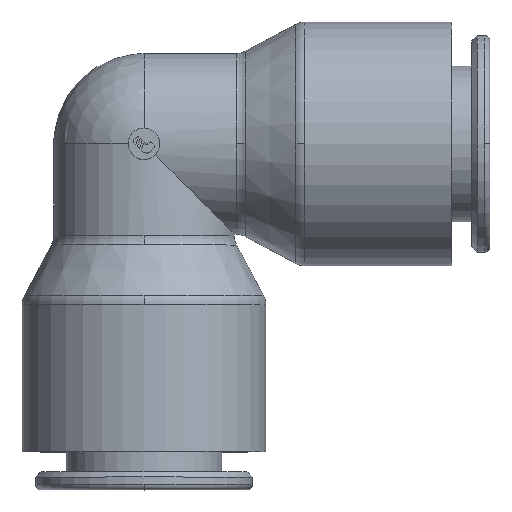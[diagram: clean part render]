
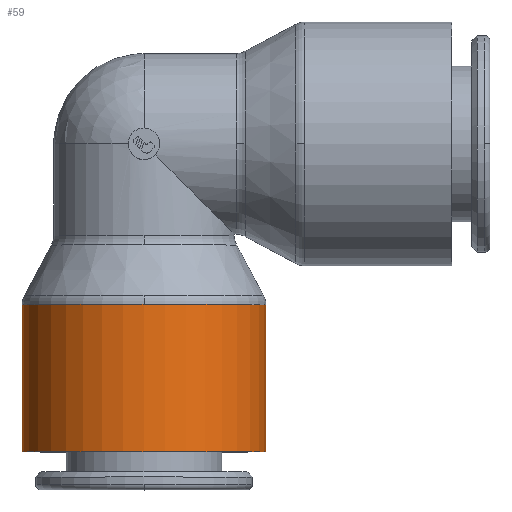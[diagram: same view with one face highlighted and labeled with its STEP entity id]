
A CAD part, top view. The second image highlights one B-rep face of the part: STEP entity #59.
In plain terms, the highlighted cylindrical face has radius 13.5 mm (diameter 27 mm), a partial arc.
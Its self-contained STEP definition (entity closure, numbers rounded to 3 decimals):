
#59=ADVANCED_FACE('',(#146),#147,.T.);
#146=FACE_OUTER_BOUND('',#301,.T.);
#147=CYLINDRICAL_SURFACE('',#302,13.5);
#301=EDGE_LOOP('',(#536,#537,#538,#539,#540));
#302=AXIS2_PLACEMENT_3D('',#541,#542,#543);
#536=ORIENTED_EDGE('',*,*,#1078,.F.);
#537=ORIENTED_EDGE('',*,*,#1079,.T.);
#538=ORIENTED_EDGE('',*,*,#1080,.T.);
#539=ORIENTED_EDGE('',*,*,#1081,.F.);
#540=ORIENTED_EDGE('',*,*,#1082,.F.);
#541=CARTESIAN_POINT('',(-34.1,-25.95,0.0));
#542=DIRECTION('',(0.,-1.0,0.0));
#543=DIRECTION('',(1.0,0.,0.0));
#1078=EDGE_CURVE('',#1314,#1315,#1316,.T.);
#1079=EDGE_CURVE('',#1314,#1317,#1318,.T.);
#1080=EDGE_CURVE('',#1317,#1319,#1320,.T.);
#1081=EDGE_CURVE('',#1321,#1319,#1322,.T.);
#1082=EDGE_CURVE('',#1315,#1321,#1323,.T.);
#1314=VERTEX_POINT('',#1714);
#1315=VERTEX_POINT('',#1715);
#1316=LINE('',#1716,#1717);
#1317=VERTEX_POINT('',#1718);
#1318=CIRCLE('',#1719,13.5);
#1319=VERTEX_POINT('',#1720);
#1320=CIRCLE('',#1721,13.5);
#1321=VERTEX_POINT('',#1722);
#1322=LINE('',#1723,#1724);
#1323=CIRCLE('',#1725,13.5);
#1714=CARTESIAN_POINT('',(-20.6,-17.8,0.0));
#1715=CARTESIAN_POINT('',(-20.6,-34.1,0.0));
#1716=CARTESIAN_POINT('',(-20.6,-25.95,0.));
#1717=VECTOR('',#2178,1.0);
#1718=CARTESIAN_POINT('',(-34.1,-17.8,13.5));
#1719=AXIS2_PLACEMENT_3D('',#2179,#2180,#2181);
#1720=CARTESIAN_POINT('',(-47.6,-17.8,0.));
#1721=AXIS2_PLACEMENT_3D('',#2182,#2183,#2184);
#1722=CARTESIAN_POINT('',(-47.6,-34.1,0.));
#1723=CARTESIAN_POINT('',(-47.6,-25.95,0.));
#1724=VECTOR('',#2185,1.0);
#1725=AXIS2_PLACEMENT_3D('',#2186,#2187,#2188);
#2178=DIRECTION('',(0.,-1.0,0.0));
#2179=CARTESIAN_POINT('',(-34.1,-17.8,0.0));
#2180=DIRECTION('',(0.,-1.0,0.0));
#2181=DIRECTION('',(1.0,0.,0.0));
#2182=CARTESIAN_POINT('',(-34.1,-17.8,0.0));
#2183=DIRECTION('',(0.,-1.0,0.0));
#2184=DIRECTION('',(1.0,0.,0.0));
#2185=DIRECTION('',(0.,1.0,-0.0));
#2186=CARTESIAN_POINT('',(-34.1,-34.1,0.0));
#2187=DIRECTION('',(0.,-1.0,0.0));
#2188=DIRECTION('',(1.0,0.,0.0));
